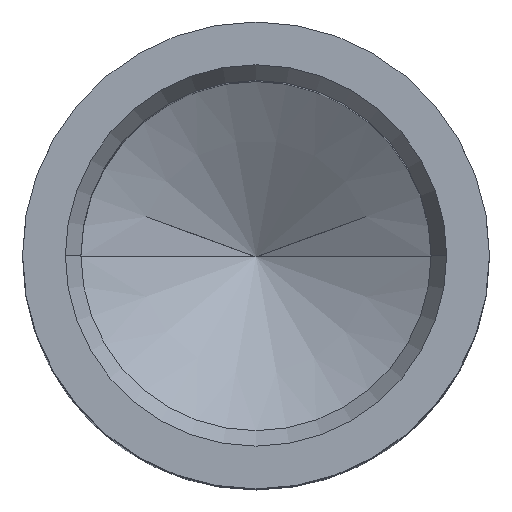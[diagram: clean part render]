
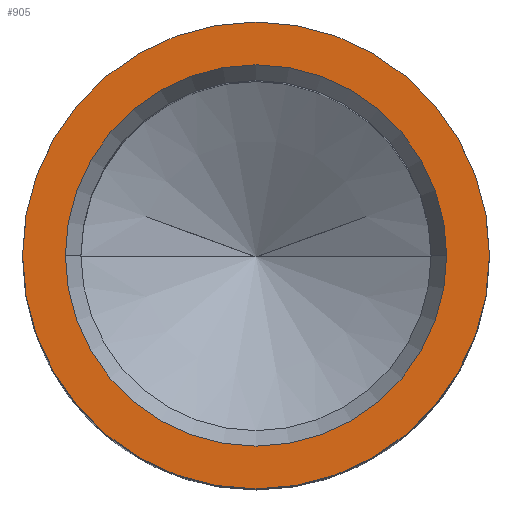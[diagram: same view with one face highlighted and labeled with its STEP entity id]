
A CAD part, top view. The second image highlights one B-rep face of the part: STEP entity #905.
In plain terms, the highlighted planar face has unit normal (0, 0, 1).
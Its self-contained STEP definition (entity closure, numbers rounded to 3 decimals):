
#241=CARTESIAN_POINT('',(0.,0.,38.75));
#242=DIRECTION('',(0.,0.,1.));
#243=DIRECTION('',(1.,0.,0.));
#244=AXIS2_PLACEMENT_3D('',#241,#242,#243);
#250=CARTESIAN_POINT('',(0.,0.,38.75));
#251=DIRECTION('',(0.,0.,-1.));
#252=DIRECTION('',(1.,0.,0.));
#253=AXIS2_PLACEMENT_3D('',#250,#251,#252);
#255=CARTESIAN_POINT('',(0.,0.,38.75));
#256=DIRECTION('',(0.,0.,-1.));
#257=DIRECTION('',(1.,0.,0.));
#258=AXIS2_PLACEMENT_3D('',#255,#256,#257);
#260=CARTESIAN_POINT('',(0.,0.,38.75));
#261=DIRECTION('',(0.,0.,1.));
#262=DIRECTION('',(1.,0.,0.));
#263=AXIS2_PLACEMENT_3D('',#260,#261,#262);
#459=CARTESIAN_POINT('',(12.25,0.,38.75));
#460=VERTEX_POINT('',#459);
#461=CARTESIAN_POINT('',(15.,0.,38.75));
#463=VERTEX_POINT('',#461);
#491=CARTESIAN_POINT('',(-12.25,0.,38.75));
#492=VERTEX_POINT('',#491);
#493=CARTESIAN_POINT('',(-15.,0.,38.75));
#495=VERTEX_POINT('',#493);
#890=CARTESIAN_POINT('',(0.,0.,38.75));
#891=DIRECTION('',(0.,0.,-1.));
#892=DIRECTION('',(1.,0.,0.));
#893=AXIS2_PLACEMENT_3D('',#890,#891,#892);
#894=PLANE('',#893);
#895=ORIENTED_EDGE('',*,*,#869,.F.);
#896=ORIENTED_EDGE('',*,*,#885,.T.);
#897=EDGE_LOOP('',(#895,#896));
#898=FACE_OUTER_BOUND('',#897,.F.);
#900=ORIENTED_EDGE('',*,*,#899,.F.);
#902=ORIENTED_EDGE('',*,*,#901,.T.);
#903=EDGE_LOOP('',(#900,#902));
#904=FACE_BOUND('',#903,.F.);
#905=ADVANCED_FACE('',(#898,#904),#894,.F.);
#245=CIRCLE('',#244,15.);
#254=CIRCLE('',#253,15.);
#259=CIRCLE('',#258,12.25);
#264=CIRCLE('',#263,12.25);
#869=EDGE_CURVE('',#463,#495,#245,.T.);
#885=EDGE_CURVE('',#463,#495,#254,.T.);
#899=EDGE_CURVE('',#460,#492,#259,.T.);
#901=EDGE_CURVE('',#460,#492,#264,.T.);
